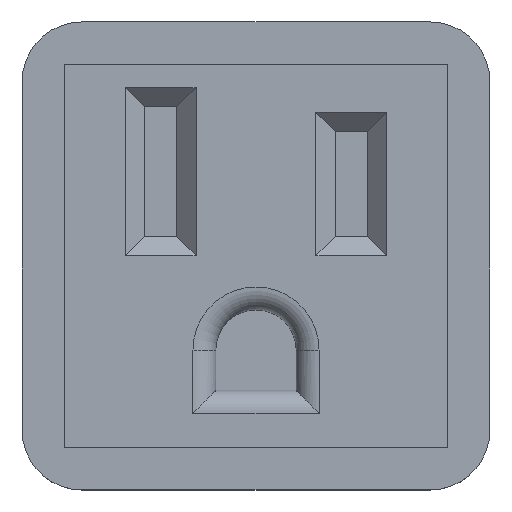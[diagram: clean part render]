
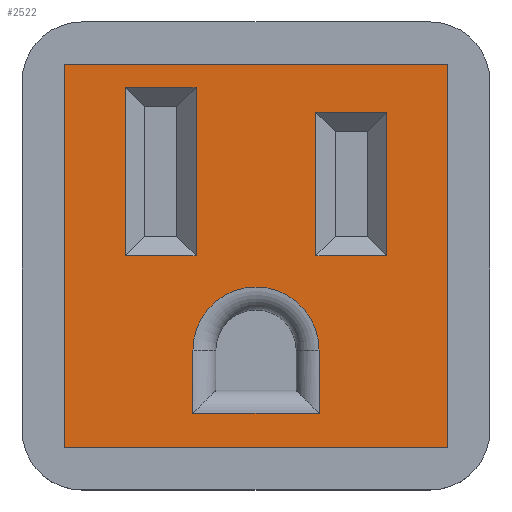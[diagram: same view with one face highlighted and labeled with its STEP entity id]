
A CAD part, top view. The second image highlights one B-rep face of the part: STEP entity #2522.
In plain terms, the highlighted planar face has unit normal (0, 0, 1).
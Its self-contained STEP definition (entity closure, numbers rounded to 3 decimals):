
#133=DIRECTION('',(0.,1.,0.));
#134=VECTOR('',#133,25.502);
#135=CARTESIAN_POINT('',(-12.751,-12.751,0.));
#136=LINE('',#135,#134);
#137=DIRECTION('',(1.,0.,0.));
#138=VECTOR('',#137,25.502);
#139=CARTESIAN_POINT('',(-12.751,12.751,0.));
#140=LINE('',#139,#138);
#141=DIRECTION('',(0.,-1.,0.));
#142=VECTOR('',#141,25.502);
#143=CARTESIAN_POINT('',(12.751,12.751,0.));
#144=LINE('',#143,#142);
#145=DIRECTION('',(-1.,0.,0.));
#146=VECTOR('',#145,25.502);
#147=CARTESIAN_POINT('',(12.751,-12.751,0.));
#148=LINE('',#147,#146);
#149=DIRECTION('',(0.,-1.,0.));
#150=VECTOR('',#149,9.525);
#151=CARTESIAN_POINT('',(8.687,9.538,0.));
#152=LINE('',#151,#150);
#153=DIRECTION('',(1.,0.,0.));
#154=VECTOR('',#153,4.699);
#155=CARTESIAN_POINT('',(3.988,9.538,0.));
#156=LINE('',#155,#154);
#157=DIRECTION('',(0.,1.,0.));
#158=VECTOR('',#157,9.525);
#159=CARTESIAN_POINT('',(3.988,0.013,0.));
#160=LINE('',#159,#158);
#161=DIRECTION('',(-1.,0.,0.));
#162=VECTOR('',#161,4.699);
#163=CARTESIAN_POINT('',(8.687,0.013,0.));
#164=LINE('',#163,#162);
#165=DIRECTION('',(0.,-1.,0.));
#166=VECTOR('',#165,11.176);
#167=CARTESIAN_POINT('',(-3.988,11.189,0.));
#168=LINE('',#167,#166);
#169=DIRECTION('',(1.,0.,0.));
#170=VECTOR('',#169,4.699);
#171=CARTESIAN_POINT('',(-8.687,11.189,0.));
#172=LINE('',#171,#170);
#173=DIRECTION('',(0.,1.,0.));
#174=VECTOR('',#173,11.176);
#175=CARTESIAN_POINT('',(-8.687,0.013,0.));
#176=LINE('',#175,#174);
#177=DIRECTION('',(-1.,0.,0.));
#178=VECTOR('',#177,4.699);
#179=CARTESIAN_POINT('',(-3.988,0.013,0.));
#180=LINE('',#179,#178);
#181=DIRECTION('',(0.,1.,0.));
#182=VECTOR('',#181,4.191);
#183=CARTESIAN_POINT('',(-4.191,-10.452,0.));
#184=LINE('',#183,#182);
#185=DIRECTION('',(-1.,0.,0.));
#186=VECTOR('',#185,8.382);
#187=CARTESIAN_POINT('',(4.191,-10.452,0.));
#188=LINE('',#187,#186);
#189=DIRECTION('',(0.,-1.,0.));
#190=VECTOR('',#189,4.191);
#191=CARTESIAN_POINT('',(4.191,-6.261,0.));
#192=LINE('',#191,#190);
#193=CARTESIAN_POINT('',(0.,-6.261,0.));
#194=DIRECTION('',(0.,0.,-1.));
#195=DIRECTION('',(-1.,0.,0.));
#196=AXIS2_PLACEMENT_3D('',#193,#194,#195);
#1927=CARTESIAN_POINT('',(-12.751,-12.751,0.));
#1928=CARTESIAN_POINT('',(-12.751,12.751,0.));
#1929=VERTEX_POINT('',#1927);
#1930=VERTEX_POINT('',#1928);
#1931=CARTESIAN_POINT('',(12.751,-12.751,0.));
#1932=VERTEX_POINT('',#1931);
#1933=CARTESIAN_POINT('',(12.751,12.751,0.));
#1934=VERTEX_POINT('',#1933);
#2075=CARTESIAN_POINT('',(8.687,9.538,0.));
#2076=CARTESIAN_POINT('',(8.687,0.013,0.));
#2077=VERTEX_POINT('',#2075);
#2078=VERTEX_POINT('',#2076);
#2085=CARTESIAN_POINT('',(3.988,9.538,0.));
#2086=VERTEX_POINT('',#2085);
#2089=CARTESIAN_POINT('',(3.988,0.013,0.));
#2090=VERTEX_POINT('',#2089);
#2091=CARTESIAN_POINT('',(-3.988,11.189,0.));
#2092=CARTESIAN_POINT('',(-3.988,0.013,0.));
#2093=VERTEX_POINT('',#2091);
#2094=VERTEX_POINT('',#2092);
#2101=CARTESIAN_POINT('',(-8.687,11.189,0.));
#2102=VERTEX_POINT('',#2101);
#2105=CARTESIAN_POINT('',(-8.687,0.013,0.));
#2106=VERTEX_POINT('',#2105);
#2107=CARTESIAN_POINT('',(-4.191,-10.452,0.));
#2108=CARTESIAN_POINT('',(-4.191,-6.261,0.));
#2109=VERTEX_POINT('',#2107);
#2110=VERTEX_POINT('',#2108);
#2115=CARTESIAN_POINT('',(4.191,-6.261,0.));
#2116=VERTEX_POINT('',#2115);
#2121=CARTESIAN_POINT('',(4.191,-10.452,0.));
#2122=VERTEX_POINT('',#2121);
#2477=CARTESIAN_POINT('',(0.,0.,0.));
#2478=DIRECTION('',(0.,0.,1.));
#2479=DIRECTION('',(1.,0.,0.));
#2480=AXIS2_PLACEMENT_3D('',#2477,#2478,#2479);
#2481=PLANE('',#2480);
#2483=ORIENTED_EDGE('',*,*,#2482,.T.);
#2485=ORIENTED_EDGE('',*,*,#2484,.T.);
#2487=ORIENTED_EDGE('',*,*,#2486,.T.);
#2489=ORIENTED_EDGE('',*,*,#2488,.T.);
#2490=EDGE_LOOP('',(#2483,#2485,#2487,#2489));
#2491=FACE_OUTER_BOUND('',#2490,.F.);
#2493=ORIENTED_EDGE('',*,*,#2492,.F.);
#2495=ORIENTED_EDGE('',*,*,#2494,.F.);
#2497=ORIENTED_EDGE('',*,*,#2496,.F.);
#2499=ORIENTED_EDGE('',*,*,#2498,.F.);
#2500=EDGE_LOOP('',(#2493,#2495,#2497,#2499));
#2501=FACE_BOUND('',#2500,.F.);
#2503=ORIENTED_EDGE('',*,*,#2502,.F.);
#2505=ORIENTED_EDGE('',*,*,#2504,.F.);
#2507=ORIENTED_EDGE('',*,*,#2506,.F.);
#2509=ORIENTED_EDGE('',*,*,#2508,.F.);
#2510=EDGE_LOOP('',(#2503,#2505,#2507,#2509));
#2511=FACE_BOUND('',#2510,.F.);
#2513=ORIENTED_EDGE('',*,*,#2512,.F.);
#2515=ORIENTED_EDGE('',*,*,#2514,.F.);
#2517=ORIENTED_EDGE('',*,*,#2516,.F.);
#2519=ORIENTED_EDGE('',*,*,#2518,.F.);
#2520=EDGE_LOOP('',(#2513,#2515,#2517,#2519));
#2521=FACE_BOUND('',#2520,.F.);
#2522=ADVANCED_FACE('',(#2491,#2501,#2511,#2521),#2481,.T.);
#197=CIRCLE('',#196,4.191);
#2482=EDGE_CURVE('',#1929,#1930,#136,.T.);
#2484=EDGE_CURVE('',#1930,#1934,#140,.T.);
#2486=EDGE_CURVE('',#1934,#1932,#144,.T.);
#2488=EDGE_CURVE('',#1932,#1929,#148,.T.);
#2492=EDGE_CURVE('',#2077,#2078,#152,.T.);
#2494=EDGE_CURVE('',#2086,#2077,#156,.T.);
#2496=EDGE_CURVE('',#2090,#2086,#160,.T.);
#2498=EDGE_CURVE('',#2078,#2090,#164,.T.);
#2502=EDGE_CURVE('',#2093,#2094,#168,.T.);
#2504=EDGE_CURVE('',#2102,#2093,#172,.T.);
#2506=EDGE_CURVE('',#2106,#2102,#176,.T.);
#2508=EDGE_CURVE('',#2094,#2106,#180,.T.);
#2512=EDGE_CURVE('',#2109,#2110,#184,.T.);
#2514=EDGE_CURVE('',#2122,#2109,#188,.T.);
#2516=EDGE_CURVE('',#2116,#2122,#192,.T.);
#2518=EDGE_CURVE('',#2110,#2116,#197,.T.);
